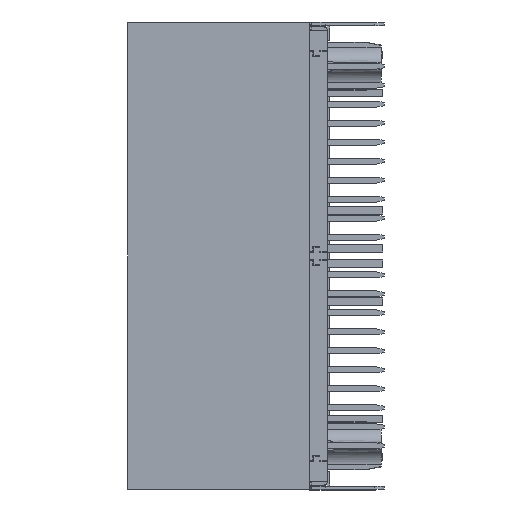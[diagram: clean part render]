
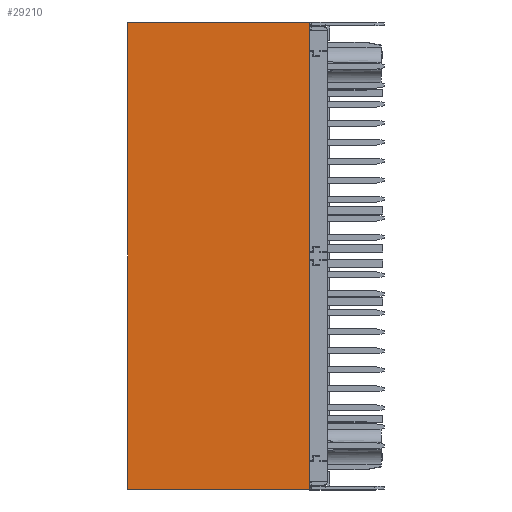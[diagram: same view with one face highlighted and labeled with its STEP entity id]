
A CAD part, left-side view. The second image highlights one B-rep face of the part: STEP entity #29210.
In plain terms, the highlighted planar face has unit normal (-1, 0, 0).
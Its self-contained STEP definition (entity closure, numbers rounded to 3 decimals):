
#29181=AXIS2_PLACEMENT_3D('Plane Axis2P3D',#29178,#29179,#29180) ;
#23630=CARTESIAN_POINT('Vertex',(0.,6.75,-30.85)) ;
#23633=CARTESIAN_POINT('Line Origine',(0.,6.75,-15.6)) ;
#23637=CARTESIAN_POINT('Vertex',(0.,6.75,-0.35)) ;
#28619=CARTESIAN_POINT('Line Origine',(0.,6.75,-0.175)) ;
#28623=CARTESIAN_POINT('Vertex',(0.,6.75,0.)) ;
#28826=CARTESIAN_POINT('Vertex',(0.,6.75,-31.2)) ;
#28829=CARTESIAN_POINT('Line Origine',(0.,6.75,-31.025)) ;
#29178=CARTESIAN_POINT('Axis2P3D Location',(0.,-5.4,0.)) ;
#29183=CARTESIAN_POINT('Line Origine',(0.,0.675,-31.2)) ;
#29187=CARTESIAN_POINT('Vertex',(0.,-5.4,-31.2)) ;
#29190=CARTESIAN_POINT('Line Origine',(0.,-5.4,-15.6)) ;
#29194=CARTESIAN_POINT('Vertex',(0.,-5.4,0.)) ;
#29197=CARTESIAN_POINT('Line Origine',(0.,0.675,0.)) ;
#23634=DIRECTION('Vector Direction',(0.,0.,1.)) ;
#28620=DIRECTION('Vector Direction',(0.,0.,1.)) ;
#28830=DIRECTION('Vector Direction',(0.,0.,1.)) ;
#29179=DIRECTION('Axis2P3D Direction',(1.,-0.,0.)) ;
#29180=DIRECTION('Axis2P3D XDirection',(0.,0.,-1.)) ;
#29184=DIRECTION('Vector Direction',(0.,1.,0.)) ;
#29191=DIRECTION('Vector Direction',(0.,0.,-1.)) ;
#29198=DIRECTION('Vector Direction',(0.,-1.,0.)) ;
#23635=VECTOR('Line Direction',#23634,1.) ;
#28621=VECTOR('Line Direction',#28620,1.) ;
#28831=VECTOR('Line Direction',#28830,1.) ;
#29185=VECTOR('Line Direction',#29184,1.) ;
#29192=VECTOR('Line Direction',#29191,1.) ;
#29199=VECTOR('Line Direction',#29198,1.) ;
#29203=ORIENTED_EDGE('',*,*,#29189,.F.) ;
#29204=ORIENTED_EDGE('',*,*,#29196,.F.) ;
#29205=ORIENTED_EDGE('',*,*,#29201,.F.) ;
#29206=ORIENTED_EDGE('',*,*,#28625,.F.) ;
#29207=ORIENTED_EDGE('',*,*,#23639,.F.) ;
#29208=ORIENTED_EDGE('',*,*,#28833,.F.) ;
#29210=ADVANCED_FACE('ACIS Solid_38',(#29209),#29182,.F.) ;
#23639=EDGE_CURVE('',#23631,#23638,#23636,.T.) ;
#28625=EDGE_CURVE('',#23638,#28624,#28622,.T.) ;
#28833=EDGE_CURVE('',#28827,#23631,#28832,.T.) ;
#29189=EDGE_CURVE('',#29188,#28827,#29186,.T.) ;
#29196=EDGE_CURVE('',#29195,#29188,#29193,.T.) ;
#29201=EDGE_CURVE('',#28624,#29195,#29200,.T.) ;
#29202=EDGE_LOOP('',(#29203,#29204,#29205,#29206,#29207,#29208)) ;
#29209=FACE_OUTER_BOUND('',#29202,.T.) ;
#23636=LINE('Line',#23633,#23635) ;
#28622=LINE('Line',#28619,#28621) ;
#28832=LINE('Line',#28829,#28831) ;
#29186=LINE('Line',#29183,#29185) ;
#29193=LINE('Line',#29190,#29192) ;
#29200=LINE('Line',#29197,#29199) ;
#29182=PLANE('',#29181) ;
#23631=VERTEX_POINT('',#23630) ;
#23638=VERTEX_POINT('',#23637) ;
#28624=VERTEX_POINT('',#28623) ;
#28827=VERTEX_POINT('',#28826) ;
#29188=VERTEX_POINT('',#29187) ;
#29195=VERTEX_POINT('',#29194) ;
